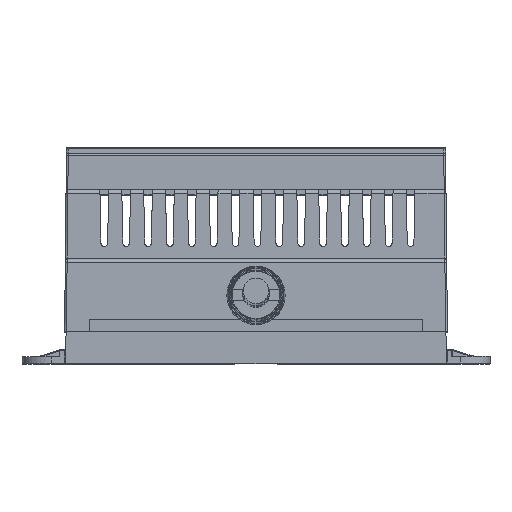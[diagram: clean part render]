
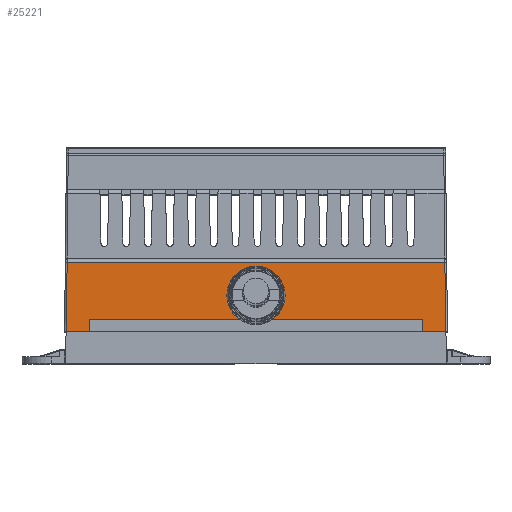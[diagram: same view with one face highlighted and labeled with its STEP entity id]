
A CAD part, top view. The second image highlights one B-rep face of the part: STEP entity #25221.
In plain terms, the highlighted face is planar.
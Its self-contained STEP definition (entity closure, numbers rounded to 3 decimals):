
#50 = LINE ( 'NONE', #75538, #46497 ) ;
#3516 = AXIS2_PLACEMENT_3D ( 'NONE', #16631, #7867, #27902 ) ;
#4336 = VERTEX_POINT ( 'NONE', #52714 ) ;
#4942 = DIRECTION ( 'NONE',  ( -0.009, -1., 0. ) ) ;
#5538 = VECTOR ( 'NONE', #4942, 1000. ) ;
#7867 = DIRECTION ( 'NONE',  ( 1., -0.009, 0. ) ) ;
#8853 = DIRECTION ( 'NONE',  ( -0.009, -1., -0.01 ) ) ;
#11318 = CARTESIAN_POINT ( 'NONE',  ( -43., 0., -52. ) ) ;
#11546 = DIRECTION ( 'NONE',  ( 0., 0., 1. ) ) ;
#11995 = CARTESIAN_POINT ( 'NONE',  ( -43., 0., 52. ) ) ;
#12402 = VERTEX_POINT ( 'NONE', #11318 ) ;
#12570 = CARTESIAN_POINT ( 'NONE',  ( -42.829, 19.009, 51.804 ) ) ;
#12714 = ORIENTED_EDGE ( 'NONE', *, *, #44111, .T. ) ;
#14985 = FACE_OUTER_BOUND ( 'NONE', #72129, .T. ) ;
#15012 = CARTESIAN_POINT ( 'NONE',  ( -42.997, 0.386, -45.65 ) ) ;
#15553 = EDGE_CURVE ( 'NONE', #51735, #4336, #33872, .T. ) ;
#16631 = CARTESIAN_POINT ( 'NONE',  ( -42.997, 0.386, -52.5 ) ) ;
#22596 = VERTEX_POINT ( 'NONE', #73879 ) ;
#23366 = VECTOR ( 'NONE', #8853, 1000. ) ;
#25221 = ADVANCED_FACE ( 'NONE', ( #14985 ), #50594, .F. ) ;
#25943 = VERTEX_POINT ( 'NONE', #60127 ) ;
#26684 = VECTOR ( 'NONE', #11546, 1000. ) ;
#27335 = VECTOR ( 'NONE', #64472, 1000. ) ;
#27902 = DIRECTION ( 'NONE',  ( 0.009, 1., 0. ) ) ;
#28082 = ORIENTED_EDGE ( 'NONE', *, *, #40992, .T. ) ;
#28374 = LINE ( 'NONE', #15012, #87591 ) ;
#29069 = CARTESIAN_POINT ( 'NONE',  ( -42.969, 3.5, -45.65 ) ) ;
#30390 = VERTEX_POINT ( 'NONE', #29069 ) ;
#30675 = LINE ( 'NONE', #44549, #23366 ) ;
#32543 = DIRECTION ( 'NONE',  ( 0., 0., -1. ) ) ;
#33788 = LINE ( 'NONE', #86554, #26684 ) ;
#33872 = LINE ( 'NONE', #66518, #80355 ) ;
#34291 = LINE ( 'NONE', #84286, #74249 ) ;
#35344 = ORIENTED_EDGE ( 'NONE', *, *, #55386, .T. ) ;
#35420 = ORIENTED_EDGE ( 'NONE', *, *, #47775, .T. ) ;
#39728 = CARTESIAN_POINT ( 'NONE',  ( -42.997, 0.386, 45.65 ) ) ;
#40992 = EDGE_CURVE ( 'NONE', #4336, #12402, #30675, .T. ) ;
#41189 = ORIENTED_EDGE ( 'NONE', *, *, #61047, .T. ) ;
#43060 = VERTEX_POINT ( 'NONE', #11995 ) ;
#44111 = EDGE_CURVE ( 'NONE', #22596, #30390, #28374, .T. ) ;
#44549 = CARTESIAN_POINT ( 'NONE',  ( -42.997, 0.381, -51.996 ) ) ;
#46497 = VECTOR ( 'NONE', #48730, 1000. ) ;
#47775 = EDGE_CURVE ( 'NONE', #12402, #22596, #74167, .T. ) ;
#48730 = DIRECTION ( 'NONE',  ( 0., 0., 1. ) ) ;
#48738 = VERTEX_POINT ( 'NONE', #49245 ) ;
#49245 = CARTESIAN_POINT ( 'NONE',  ( -42.969, 3.5, 45.65 ) ) ;
#50594 = PLANE ( 'NONE',  #3516 ) ;
#51735 = VERTEX_POINT ( 'NONE', #12570 ) ;
#52714 = CARTESIAN_POINT ( 'NONE',  ( -42.829, 19.009, -51.804 ) ) ;
#55386 = EDGE_CURVE ( 'NONE', #48738, #25943, #66544, .T. ) ;
#55635 = ORIENTED_EDGE ( 'NONE', *, *, #15553, .T. ) ;
#56349 = ORIENTED_EDGE ( 'NONE', *, *, #85209, .T. ) ;
#60127 = CARTESIAN_POINT ( 'NONE',  ( -43., 0., 45.65 ) ) ;
#61047 = EDGE_CURVE ( 'NONE', #43060, #51735, #34291, .T. ) ;
#63731 = DIRECTION ( 'NONE',  ( 0.009, 1., -0.01 ) ) ;
#64472 = DIRECTION ( 'NONE',  ( 0., 0., 1. ) ) ;
#66518 = CARTESIAN_POINT ( 'NONE',  ( -42.829, 19.009, -52.5 ) ) ;
#66544 = LINE ( 'NONE', #39728, #5538 ) ;
#69944 = DIRECTION ( 'NONE',  ( 0.009, 1., 0. ) ) ;
#72129 = EDGE_LOOP ( 'NONE', ( #35420, #12714, #56349, #35344, #81989, #41189, #55635, #28082 ) ) ;
#73879 = CARTESIAN_POINT ( 'NONE',  ( -43., 0., -45.65 ) ) ;
#74167 = LINE ( 'NONE', #87554, #27335 ) ;
#74249 = VECTOR ( 'NONE', #63731, 1000. ) ;
#75538 = CARTESIAN_POINT ( 'NONE',  ( -43., 0., 52.5 ) ) ;
#80355 = VECTOR ( 'NONE', #32543, 1000. ) ;
#81989 = ORIENTED_EDGE ( 'NONE', *, *, #82630, .T. ) ;
#82630 = EDGE_CURVE ( 'NONE', #25943, #43060, #50, .T. ) ;
#84286 = CARTESIAN_POINT ( 'NONE',  ( -42.987, 1.462, 51.985 ) ) ;
#85209 = EDGE_CURVE ( 'NONE', #30390, #48738, #33788, .T. ) ;
#86554 = CARTESIAN_POINT ( 'NONE',  ( -42.969, 3.5, -52.5 ) ) ;
#87554 = CARTESIAN_POINT ( 'NONE',  ( -43., 0., 52.5 ) ) ;
#87591 = VECTOR ( 'NONE', #69944, 1000. ) ;
